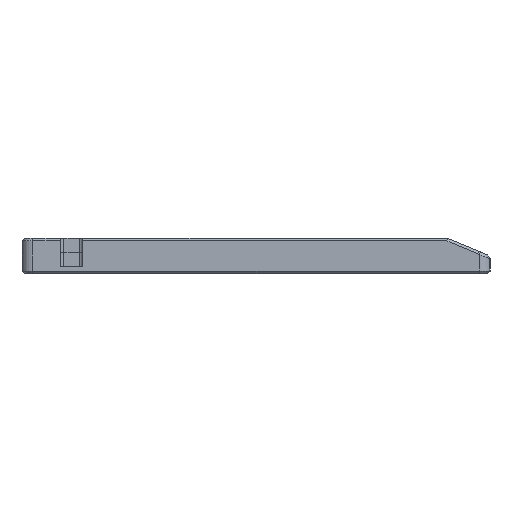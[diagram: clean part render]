
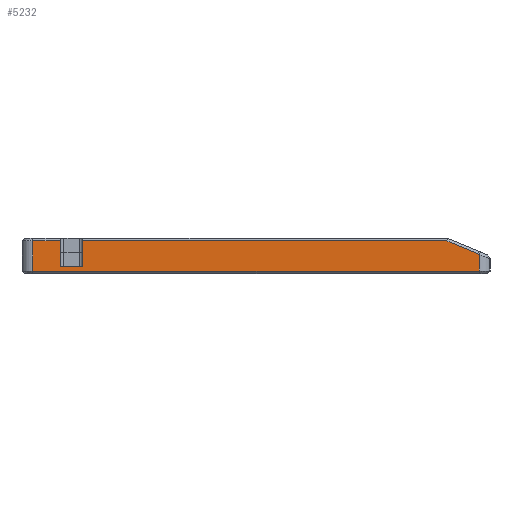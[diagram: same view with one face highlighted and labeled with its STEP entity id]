
A CAD part, left-side view. The second image highlights one B-rep face of the part: STEP entity #5232.
In plain terms, the highlighted planar face has unit normal (-1, 0, 0).
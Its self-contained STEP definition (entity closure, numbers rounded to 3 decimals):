
#329=B_SPLINE_CURVE_WITH_KNOTS('',3,(#9431,#9432,#9433,#9434),
 .UNSPECIFIED.,.F.,.F.,(4,4),(-1.571,-1.475),
 .UNSPECIFIED.);
#569=PLANE('',#5505);
#856=FACE_OUTER_BOUND('',#1171,.T.);
#1171=EDGE_LOOP('',(#4800,#4801,#4802,#4803,#4804,#4805,#4806,#4807,#4808,
#4809));
#1203=LINE('',#6484,#1586);
#1215=LINE('',#6516,#1598);
#1220=LINE('',#6528,#1603);
#1423=LINE('',#8926,#1806);
#1429=LINE('',#8951,#1812);
#1553=LINE('',#9314,#1936);
#1562=LINE('',#9407,#1945);
#1564=LINE('',#9411,#1947);
#1567=LINE('',#9440,#1950);
#1586=VECTOR('',#5567,10.);
#1598=VECTOR('',#5595,10.);
#1603=VECTOR('',#5608,10.);
#1806=VECTOR('',#5937,10.);
#1812=VECTOR('',#5959,10.);
#1936=VECTOR('',#6345,10.);
#1945=VECTOR('',#6368,10.);
#1947=VECTOR('',#6372,10.);
#1950=VECTOR('',#6377,10.);
#2078=VERTEX_POINT('',#6481);
#2079=VERTEX_POINT('',#6483);
#2090=VERTEX_POINT('',#6513);
#2091=VERTEX_POINT('',#6515);
#2447=VERTEX_POINT('',#8916);
#2449=VERTEX_POINT('',#8922);
#2456=VERTEX_POINT('',#8945);
#2555=VERTEX_POINT('',#9312);
#2562=VERTEX_POINT('',#9406);
#2563=VERTEX_POINT('',#9410);
#2585=EDGE_CURVE('',#2079,#2078,#1203,.T.);
#2601=EDGE_CURVE('',#2091,#2090,#1215,.T.);
#2608=EDGE_CURVE('',#2090,#2079,#1220,.T.);
#3123=EDGE_CURVE('',#2447,#2449,#1423,.T.);
#3134=EDGE_CURVE('',#2456,#2447,#1429,.T.);
#3312=EDGE_CURVE('',#2555,#2078,#1553,.T.);
#3326=EDGE_CURVE('',#2091,#2562,#1562,.T.);
#3328=EDGE_CURVE('',#2562,#2563,#1564,.T.);
#3331=EDGE_CURVE('',#2563,#2456,#329,.T.);
#3333=EDGE_CURVE('',#2449,#2555,#1567,.T.);
#4800=ORIENTED_EDGE('',*,*,#3123,.F.);
#4801=ORIENTED_EDGE('',*,*,#3134,.F.);
#4802=ORIENTED_EDGE('',*,*,#3331,.F.);
#4803=ORIENTED_EDGE('',*,*,#3328,.F.);
#4804=ORIENTED_EDGE('',*,*,#3326,.F.);
#4805=ORIENTED_EDGE('',*,*,#2601,.T.);
#4806=ORIENTED_EDGE('',*,*,#2608,.T.);
#4807=ORIENTED_EDGE('',*,*,#2585,.T.);
#4808=ORIENTED_EDGE('',*,*,#3312,.F.);
#4809=ORIENTED_EDGE('',*,*,#3333,.F.);
#5232=ADVANCED_FACE('',(#856),#569,.T.);
#5505=AXIS2_PLACEMENT_3D('',#9445,#6384,#6385);
#5567=DIRECTION('',(0.,0.,1.));
#5595=DIRECTION('',(0.,0.,-1.));
#5608=DIRECTION('',(0.,1.,0.));
#5937=DIRECTION('',(0.,1.,0.));
#5959=DIRECTION('',(0.,0.,-1.));
#6345=DIRECTION('',(0.,-1.,0.));
#6368=DIRECTION('',(0.,-1.,0.));
#6372=DIRECTION('',(0.,-0.923,-0.385));
#6377=DIRECTION('',(0.,0.,1.));
#6384=DIRECTION('center_axis',(-1.,0.,0.));
#6385=DIRECTION('ref_axis',(0.,1.,0.));
#6481=CARTESIAN_POINT('',(-18.5,21.15,14.49));
#6483=CARTESIAN_POINT('',(-18.5,21.15,7.24));
#6484=CARTESIAN_POINT('',(-18.5,21.15,15.24));
#6513=CARTESIAN_POINT('',(-18.5,14.85,7.24));
#6515=CARTESIAN_POINT('',(-18.5,14.85,14.49));
#6516=CARTESIAN_POINT('',(-18.5,14.85,15.24));
#6528=CARTESIAN_POINT('',(-18.5,-41.1,7.24));
#8916=CARTESIAN_POINT('',(-18.5,-97.2,5.99));
#8922=CARTESIAN_POINT('',(-18.5,29.,5.99));
#8926=CARTESIAN_POINT('',(-18.5,-67.15,5.99));
#8945=CARTESIAN_POINT('',(-18.5,-97.2,10.678));
#8951=CARTESIAN_POINT('',(-18.5,-97.2,15.24));
#9312=CARTESIAN_POINT('',(-18.5,29.,14.49));
#9314=CARTESIAN_POINT('',(-18.5,-67.15,14.49));
#9406=CARTESIAN_POINT('',(-18.5,-88.05,14.49));
#9407=CARTESIAN_POINT('',(-18.5,-67.15,14.49));
#9410=CARTESIAN_POINT('',(-18.5,-96.912,10.798));
#9411=CARTESIAN_POINT('',(-18.5,-93.024,12.418));
#9431=CARTESIAN_POINT('Ctrl Pts',(-18.5,-96.912,10.798));
#9432=CARTESIAN_POINT('Ctrl Pts',(-18.5,-97.007,10.758));
#9433=CARTESIAN_POINT('Ctrl Pts',(-18.5,-97.103,10.718));
#9434=CARTESIAN_POINT('Ctrl Pts',(-18.5,-97.2,10.678));
#9440=CARTESIAN_POINT('',(-18.5,29.,15.24));
#9445=CARTESIAN_POINT('Origin',(-18.5,-100.2,15.24));
